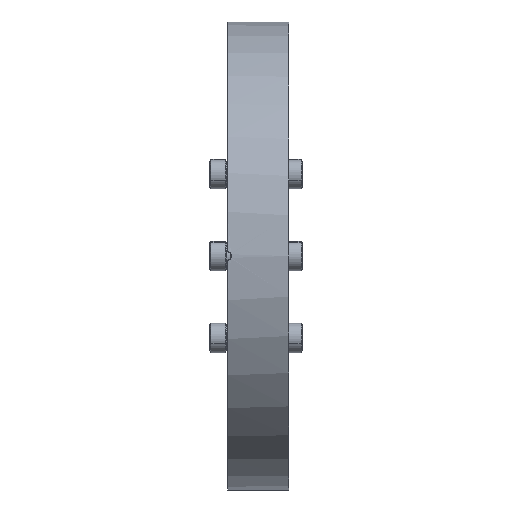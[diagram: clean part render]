
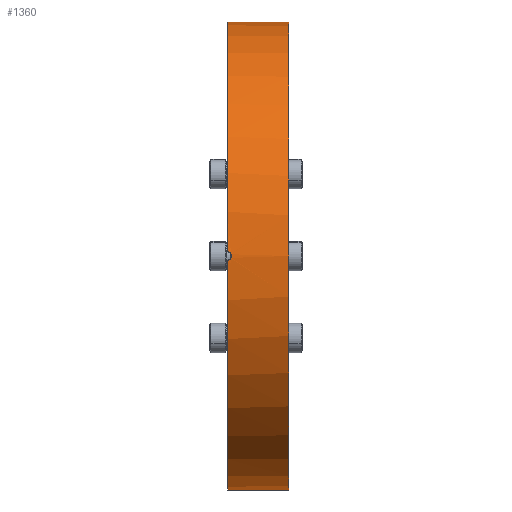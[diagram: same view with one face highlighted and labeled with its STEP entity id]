
A CAD part, left-side view. The second image highlights one B-rep face of the part: STEP entity #1360.
In plain terms, the highlighted cylindrical face has radius 57.15 mm (diameter 114.3 mm), a partial arc.
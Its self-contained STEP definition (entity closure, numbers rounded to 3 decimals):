
#52 = EDGE_CURVE ( 'NONE', #245, #1625, #861, .T. ) ;
#92 = CARTESIAN_POINT ( 'NONE',  ( -57.147, -0.799, 0.615 ) ) ;
#163 = CARTESIAN_POINT ( 'NONE',  ( 0., -15., -57.15 ) ) ;
#214 = ORIENTED_EDGE ( 'NONE', *, *, #2594, .F. ) ;
#245 = VERTEX_POINT ( 'NONE', #319 ) ;
#315 = CARTESIAN_POINT ( 'NONE',  ( 0., 0., 0. ) ) ;
#319 = CARTESIAN_POINT ( 'NONE',  ( 0., -15., 57.15 ) ) ;
#334 = EDGE_CURVE ( 'NONE', #1231, #245, #844, .T. ) ;
#347 = CARTESIAN_POINT ( 'NONE',  ( -57.15, -0.974, 0.263 ) ) ;
#352 = CARTESIAN_POINT ( 'NONE',  ( 0., 0., 0. ) ) ;
#383 = CARTESIAN_POINT ( 'NONE',  ( 0., 0., 57.15 ) ) ;
#442 = ORIENTED_EDGE ( 'NONE', *, *, #1973, .F. ) ;
#555 = DIRECTION ( 'NONE',  ( 0., 0., 1. ) ) ;
#559 = CIRCLE ( 'NONE', #1439, 57.15 ) ;
#584 = CARTESIAN_POINT ( 'NONE',  ( -57.15, -1., -0.13 ) ) ;
#587 = DIRECTION ( 'NONE',  ( 0., 0., 1. ) ) ;
#756 = CIRCLE ( 'NONE', #1326, 57.15 ) ;
#763 = EDGE_CURVE ( 'NONE', #3043, #1091, #3172, .T. ) ;
#769 = ORIENTED_EDGE ( 'NONE', *, *, #1703, .F. ) ;
#836 = CARTESIAN_POINT ( 'NONE',  ( -57.148, -0.874, -0.503 ) ) ;
#844 = CIRCLE ( 'NONE', #1620, 57.15 ) ;
#861 = LINE ( 'NONE', #1735, #2098 ) ;
#1013 = DIRECTION ( 'NONE',  ( 0., 1., 0. ) ) ;
#1026 = CYLINDRICAL_SURFACE ( 'NONE', #2881, 57.15 ) ;
#1078 = CARTESIAN_POINT ( 'NONE',  ( -57.141, -0.132, 1. ) ) ;
#1084 = CARTESIAN_POINT ( 'NONE',  ( -57.143, -0.521, -0.893 ) ) ;
#1091 = VERTEX_POINT ( 'NONE', #1267 ) ;
#1096 = CARTESIAN_POINT ( 'NONE',  ( 0., -15., 0. ) ) ;
#1182 = LINE ( 'NONE', #163, #3086 ) ;
#1231 = VERTEX_POINT ( 'NONE', #1617 ) ;
#1267 = CARTESIAN_POINT ( 'NONE',  ( -57.141, 0., -1. ) ) ;
#1273 = ORIENTED_EDGE ( 'NONE', *, *, #52, .T. ) ;
#1314 = CARTESIAN_POINT ( 'NONE',  ( -57.142, -0.262, 0.974 ) ) ;
#1323 = CARTESIAN_POINT ( 'NONE',  ( -57.141, 0., -1. ) ) ;
#1326 = AXIS2_PLACEMENT_3D ( 'NONE', #352, #2067, #587 ) ;
#1337 = DIRECTION ( 'NONE',  ( 0., 0., 1. ) ) ;
#1360 = ADVANCED_FACE ( 'NONE', ( #3011 ), #1026, .T. ) ;
#1393 = DIRECTION ( 'NONE',  ( 0., 1., 0. ) ) ;
#1439 = AXIS2_PLACEMENT_3D ( 'NONE', #315, #2033, #555 ) ;
#1529 = CARTESIAN_POINT ( 'NONE',  ( -57.141, 0., 1. ) ) ;
#1541 = ORIENTED_EDGE ( 'NONE', *, *, #334, .T. ) ;
#1564 = CARTESIAN_POINT ( 'NONE',  ( -57.144, -0.615, 0.799 ) ) ;
#1617 = CARTESIAN_POINT ( 'NONE',  ( 0., -15., -57.15 ) ) ;
#1620 = AXIS2_PLACEMENT_3D ( 'NONE', #1096, #2831, #1337 ) ;
#1625 = VERTEX_POINT ( 'NONE', #383 ) ;
#1703 = EDGE_CURVE ( 'NONE', #1231, #2120, #1182, .T. ) ;
#1735 = CARTESIAN_POINT ( 'NONE',  ( 0., -15., 57.15 ) ) ;
#1741 = ORIENTED_EDGE ( 'NONE', *, *, #763, .T. ) ;
#1809 = CARTESIAN_POINT ( 'NONE',  ( -57.148, -0.874, 0.503 ) ) ;
#1973 = EDGE_CURVE ( 'NONE', #3043, #1625, #559, .T. ) ;
#2033 = DIRECTION ( 'NONE',  ( 0., 1., 0. ) ) ;
#2062 = CARTESIAN_POINT ( 'NONE',  ( -57.15, -1., 0.131 ) ) ;
#2067 = DIRECTION ( 'NONE',  ( 0., 1., 0. ) ) ;
#2088 = EDGE_LOOP ( 'NONE', ( #769, #1541, #1273, #442, #1741, #214 ) ) ;
#2098 = VECTOR ( 'NONE', #1013, 1000. ) ;
#2120 = VERTEX_POINT ( 'NONE', #2585 ) ;
#2311 = CARTESIAN_POINT ( 'NONE',  ( -57.15, -0.974, -0.261 ) ) ;
#2404 = CARTESIAN_POINT ( 'NONE',  ( 0., -15., 0. ) ) ;
#2573 = CARTESIAN_POINT ( 'NONE',  ( -57.147, -0.801, -0.613 ) ) ;
#2585 = CARTESIAN_POINT ( 'NONE',  ( 0., 0., -57.15 ) ) ;
#2594 = EDGE_CURVE ( 'NONE', #2120, #1091, #756, .T. ) ;
#2668 = DIRECTION ( 'NONE',  ( 0., 0., 1. ) ) ;
#2808 = CARTESIAN_POINT ( 'NONE',  ( -57.141, 0., 1. ) ) ;
#2821 = CARTESIAN_POINT ( 'NONE',  ( -57.141, -0.264, -1. ) ) ;
#2831 = DIRECTION ( 'NONE',  ( 0., 1., 0. ) ) ;
#2881 = AXIS2_PLACEMENT_3D ( 'NONE', #2404, #2924, #2668 ) ;
#2924 = DIRECTION ( 'NONE',  ( 0., 1., 0. ) ) ;
#3011 = FACE_OUTER_BOUND ( 'NONE', #2088, .T. ) ;
#3043 = VERTEX_POINT ( 'NONE', #1529 ) ;
#3063 = CARTESIAN_POINT ( 'NONE',  ( -57.143, -0.504, 0.874 ) ) ;
#3086 = VECTOR ( 'NONE', #1393, 1000. ) ;
#3172 = B_SPLINE_CURVE_WITH_KNOTS ( 'NONE', 3,
 ( #2808, #1078, #1314, #3063, #1564, #92, #1809, #347, #2062, #584, #2311, #836, #2573, #1084, #2821, #1323 ),
 .UNSPECIFIED., .F., .F.,
 ( 4, 2, 2, 2, 2, 2, 2, 4 ),
 ( 0., 0., 0.001, 0.001, 0.002, 0.002, 0.002, 0.003 ),
 .UNSPECIFIED. ) ;
